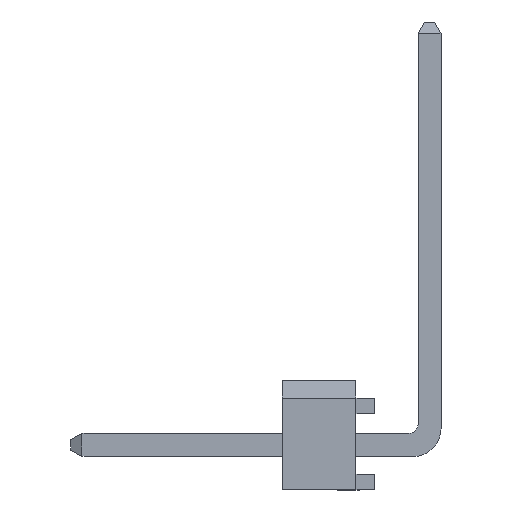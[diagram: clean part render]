
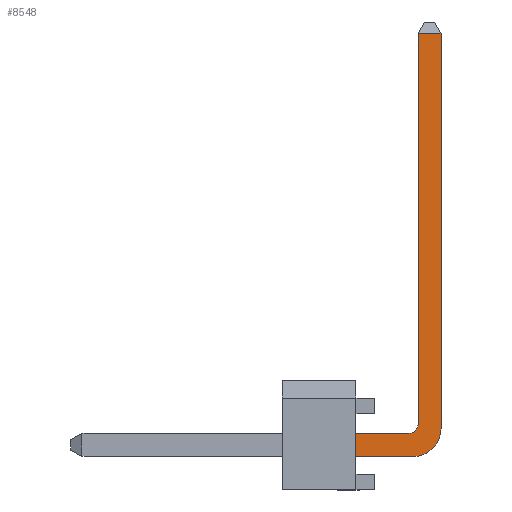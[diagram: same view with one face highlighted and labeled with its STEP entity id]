
A CAD part, left-side view. The second image highlights one B-rep face of the part: STEP entity #8548.
In plain terms, the highlighted planar face has unit normal (-1, 0, 0).
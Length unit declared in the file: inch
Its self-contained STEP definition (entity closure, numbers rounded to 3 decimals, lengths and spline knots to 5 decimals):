
#36=CIRCLE('',#9056,0.01);
#37=CIRCLE('',#9057,0.03);
#1723=ORIENTED_EDGE('',*,*,#3333,.F.);
#1724=ORIENTED_EDGE('',*,*,#3334,.F.);
#1725=ORIENTED_EDGE('',*,*,#3335,.T.);
#1726=ORIENTED_EDGE('',*,*,#3336,.F.);
#1727=ORIENTED_EDGE('',*,*,#3337,.F.);
#1728=ORIENTED_EDGE('',*,*,#3338,.F.);
#1729=ORIENTED_EDGE('',*,*,#3339,.F.);
#1730=ORIENTED_EDGE('',*,*,#3340,.F.);
#3333=EDGE_CURVE('',#4150,#4197,#5269,.T.);
#3334=EDGE_CURVE('',#4219,#4150,#5270,.T.);
#3335=EDGE_CURVE('',#4219,#4220,#36,.T.);
#3336=EDGE_CURVE('',#4221,#4220,#5271,.T.);
#3337=EDGE_CURVE('',#4222,#4221,#5272,.T.);
#3338=EDGE_CURVE('',#4223,#4222,#5273,.T.);
#3339=EDGE_CURVE('',#4224,#4223,#37,.T.);
#3340=EDGE_CURVE('',#4197,#4224,#5274,.T.);
#4150=VERTEX_POINT('',#12982);
#4197=VERTEX_POINT('',#13101);
#4219=VERTEX_POINT('',#13165);
#4220=VERTEX_POINT('',#13167);
#4221=VERTEX_POINT('',#13169);
#4222=VERTEX_POINT('',#13171);
#4223=VERTEX_POINT('',#13173);
#4224=VERTEX_POINT('',#13175);
#5269=LINE('',#13163,#6435);
#5270=LINE('',#13164,#6436);
#5271=LINE('',#13168,#6437);
#5272=LINE('',#13170,#6438);
#5273=LINE('',#13172,#6439);
#5274=LINE('',#13176,#6440);
#6435=VECTOR('',#10751,39.37008);
#6436=VECTOR('',#10752,39.37008);
#6437=VECTOR('',#10755,39.37008);
#6438=VECTOR('',#10756,39.37008);
#6439=VECTOR('',#10757,39.37008);
#6440=VECTOR('',#10760,39.37008);
#7082=EDGE_LOOP('',(#1723,#1724,#1725,#1726,#1727,#1728,#1729,#1730));
#7592=FACE_BOUND('',#7082,.T.);
#8086=PLANE('',#9055);
#8548=ADVANCED_FACE('',(#7592),#8086,.F.);
#9055=AXIS2_PLACEMENT_3D('',#13162,#10749,#10750);
#9056=AXIS2_PLACEMENT_3D('',#13166,#10753,#10754);
#9057=AXIS2_PLACEMENT_3D('',#13174,#10758,#10759);
#10749=DIRECTION('',(1.,0.,0.));
#10750=DIRECTION('',(0.,0.,-1.));
#10751=DIRECTION('',(0.,-1.,0.));
#10752=DIRECTION('',(0.,0.,1.));
#10753=DIRECTION('',(1.,0.,0.));
#10754=DIRECTION('',(0.,0.,-1.));
#10755=DIRECTION('',(0.,-1.,0.));
#10756=DIRECTION('',(0.,0.,1.));
#10757=DIRECTION('',(0.,1.,0.));
#10758=DIRECTION('',(1.,0.,0.));
#10759=DIRECTION('',(0.,0.,-1.));
#10760=DIRECTION('',(0.,0.,-1.));
#12982=CARTESIAN_POINT('',(-0.3625,0.0125,0.448));
#13101=CARTESIAN_POINT('',(-0.3625,-0.0125,0.448));
#13162=CARTESIAN_POINT('',(-0.3625,0.0175,0.0175));
#13163=CARTESIAN_POINT('',(-0.3625,0.0175,0.448));
#13164=CARTESIAN_POINT('',(-0.3625,0.0125,0.0225));
#13165=CARTESIAN_POINT('',(-0.3625,0.0125,0.0225));
#13166=CARTESIAN_POINT('',(-0.3625,0.0225,0.0225));
#13167=CARTESIAN_POINT('',(-0.3625,0.0225,0.0125));
#13168=CARTESIAN_POINT('',(-0.3625,0.378,0.0125));
#13169=CARTESIAN_POINT('',(-0.3625,0.11,0.0125));
#13170=CARTESIAN_POINT('',(-0.3625,0.11,0.0175));
#13171=CARTESIAN_POINT('',(-0.3625,0.11,-0.0125));
#13172=CARTESIAN_POINT('',(-0.3625,0.0175,-0.0125));
#13173=CARTESIAN_POINT('',(-0.3625,0.0175,-0.0125));
#13174=CARTESIAN_POINT('',(-0.3625,0.0175,0.0175));
#13175=CARTESIAN_POINT('',(-0.3625,-0.0125,0.0175));
#13176=CARTESIAN_POINT('',(-0.3625,-0.0125,0.448));
